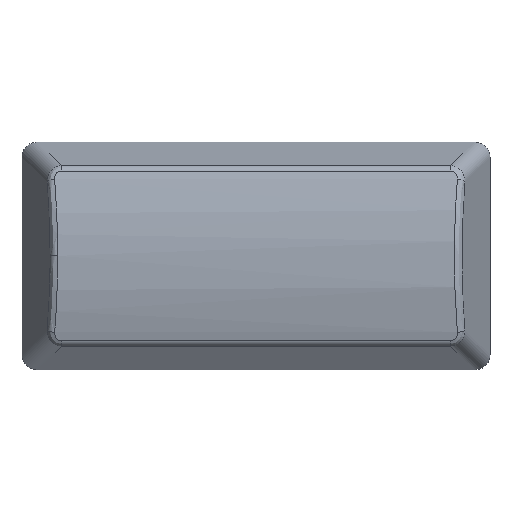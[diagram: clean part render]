
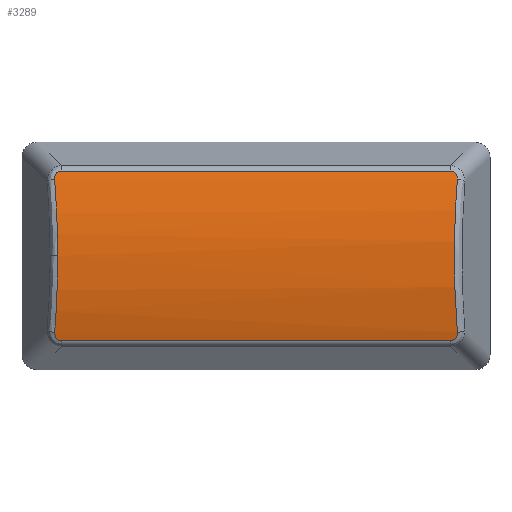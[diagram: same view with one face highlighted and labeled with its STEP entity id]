
A CAD part, top view. The second image highlights one B-rep face of the part: STEP entity #3289.
In plain terms, the highlighted cylindrical face has radius 25.296 mm (diameter 50.591 mm), a partial arc.
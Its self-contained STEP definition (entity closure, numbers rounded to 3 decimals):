
#3155=CARTESIAN_POINT('',(-749.764,124.3,-18.096));
#3156=DIRECTION('',(1.,0.,0.));
#3157=DIRECTION('',(0.,0.,-1.));
#3158=AXIS2_PLACEMENT_3D('',#3155,#3156,#3157);
#3159=CYLINDRICAL_SURFACE('',#3158,25.296);
#3160=CARTESIAN_POINT('',(69.785,118.25,6.466));
#3161=VERTEX_POINT('',#3160);
#3162=CARTESIAN_POINT('',(70.326,117.586,6.293));
#3163=VERTEX_POINT('',#3162);
#3164=CARTESIAN_POINT('',(69.785,118.25,6.466));
#3165=CARTESIAN_POINT('',(69.779,118.169,6.446));
#3166=CARTESIAN_POINT('',(69.784,118.088,6.426));
#3167=CARTESIAN_POINT('',(69.804,118.01,6.405));
#3168=CARTESIAN_POINT('',(69.824,117.931,6.385));
#3169=CARTESIAN_POINT('',(69.858,117.857,6.366));
#3170=CARTESIAN_POINT('',(69.906,117.792,6.349));
#3171=CARTESIAN_POINT('',(69.955,117.728,6.331));
#3172=CARTESIAN_POINT('',(70.019,117.675,6.317));
#3173=CARTESIAN_POINT('',(70.091,117.639,6.307));
#3174=CARTESIAN_POINT('',(70.127,117.622,6.303));
#3175=CARTESIAN_POINT('',(70.166,117.608,6.299));
#3176=CARTESIAN_POINT('',(70.205,117.599,6.296));
#3177=CARTESIAN_POINT('',(70.245,117.591,6.294));
#3178=CARTESIAN_POINT('',(70.285,117.586,6.293));
#3179=CARTESIAN_POINT('',(70.326,117.586,6.293));
#3180=B_SPLINE_CURVE_WITH_KNOTS('',3,(#3164,#3165,#3166,#3167,#3168,#3169,#3170,#3171,#3172,#3173,#3174,#3175,#3176,#3177,#3178,#3179),.UNSPECIFIED.,.F.,.F.,(4,3,3,3,3,4),(0.,0.,0.,0.001,0.001,0.001),.UNSPECIFIED.);
#3181=EDGE_CURVE('',#3161,#3163,#3180,.T.);
#3182=ORIENTED_EDGE('',*,*,#3181,.T.);
#3183=CARTESIAN_POINT('',(101.124,117.586,6.293));
#3184=VERTEX_POINT('',#3183);
#3185=CARTESIAN_POINT('',(70.326,117.586,6.293));
#3186=DIRECTION('',(1.,0.,0.));
#3187=VECTOR('',#3186,30.798);
#3188=LINE('',#3185,#3187);
#3189=EDGE_CURVE('',#3163,#3184,#3188,.T.);
#3190=ORIENTED_EDGE('',*,*,#3189,.T.);
#3191=CARTESIAN_POINT('',(101.665,118.25,6.466));
#3192=VERTEX_POINT('',#3191);
#3193=CARTESIAN_POINT('',(101.124,117.586,6.293));
#3194=CARTESIAN_POINT('',(101.206,117.586,6.293));
#3195=CARTESIAN_POINT('',(101.288,117.604,6.298));
#3196=CARTESIAN_POINT('',(101.36,117.64,6.307));
#3197=CARTESIAN_POINT('',(101.396,117.658,6.312));
#3198=CARTESIAN_POINT('',(101.431,117.68,6.318));
#3199=CARTESIAN_POINT('',(101.462,117.706,6.325));
#3200=CARTESIAN_POINT('',(101.492,117.732,6.332));
#3201=CARTESIAN_POINT('',(101.52,117.761,6.34));
#3202=CARTESIAN_POINT('',(101.544,117.793,6.349));
#3203=CARTESIAN_POINT('',(101.593,117.857,6.366));
#3204=CARTESIAN_POINT('',(101.626,117.932,6.385));
#3205=CARTESIAN_POINT('',(101.646,118.01,6.406));
#3206=CARTESIAN_POINT('',(101.666,118.089,6.426));
#3207=CARTESIAN_POINT('',(101.671,118.169,6.446));
#3208=CARTESIAN_POINT('',(101.665,118.25,6.466));
#3209=B_SPLINE_CURVE_WITH_KNOTS('',3,(#3193,#3194,#3195,#3196,#3197,#3198,#3199,#3200,#3201,#3202,#3203,#3204,#3205,#3206,#3207,#3208),.UNSPECIFIED.,.F.,.F.,(4,3,3,3,3,4),(0.,0.,0.,0.,0.001,0.001),.UNSPECIFIED.);
#3210=EDGE_CURVE('',#3184,#3192,#3209,.T.);
#3211=ORIENTED_EDGE('',*,*,#3210,.T.);
#3212=CARTESIAN_POINT('',(101.665,130.35,6.466));
#3213=VERTEX_POINT('',#3212);
#3214=CARTESIAN_POINT('',(109.545,124.3,-18.096));
#3215=DIRECTION('',(-0.952,-0.,-0.305));
#3216=DIRECTION('',(0.305,0.,-0.952));
#3217=AXIS2_PLACEMENT_3D('',#3214,#3215,#3216);
#3218=ELLIPSE('',#3217,26.566,25.296);
#3219=EDGE_CURVE('',#3192,#3213,#3218,.T.);
#3220=ORIENTED_EDGE('',*,*,#3219,.T.);
#3221=CARTESIAN_POINT('',(101.124,131.014,6.293));
#3222=VERTEX_POINT('',#3221);
#3223=CARTESIAN_POINT('',(101.665,130.35,6.466));
#3224=CARTESIAN_POINT('',(101.671,130.431,6.446));
#3225=CARTESIAN_POINT('',(101.666,130.512,6.426));
#3226=CARTESIAN_POINT('',(101.646,130.59,6.405));
#3227=CARTESIAN_POINT('',(101.626,130.669,6.385));
#3228=CARTESIAN_POINT('',(101.592,130.743,6.366));
#3229=CARTESIAN_POINT('',(101.544,130.808,6.349));
#3230=CARTESIAN_POINT('',(101.495,130.872,6.331));
#3231=CARTESIAN_POINT('',(101.431,130.925,6.317));
#3232=CARTESIAN_POINT('',(101.359,130.961,6.307));
#3233=CARTESIAN_POINT('',(101.323,130.978,6.303));
#3234=CARTESIAN_POINT('',(101.284,130.992,6.299));
#3235=CARTESIAN_POINT('',(101.245,131.001,6.296));
#3236=CARTESIAN_POINT('',(101.205,131.009,6.294));
#3237=CARTESIAN_POINT('',(101.165,131.014,6.293));
#3238=CARTESIAN_POINT('',(101.124,131.014,6.293));
#3239=B_SPLINE_CURVE_WITH_KNOTS('',3,(#3223,#3224,#3225,#3226,#3227,#3228,#3229,#3230,#3231,#3232,#3233,#3234,#3235,#3236,#3237,#3238),.UNSPECIFIED.,.F.,.F.,(4,3,3,3,3,4),(0.,0.,0.,0.001,0.001,0.001),.UNSPECIFIED.);
#3240=EDGE_CURVE('',#3213,#3222,#3239,.T.);
#3241=ORIENTED_EDGE('',*,*,#3240,.T.);
#3242=CARTESIAN_POINT('',(70.326,131.014,6.293));
#3243=VERTEX_POINT('',#3242);
#3244=CARTESIAN_POINT('',(101.124,131.014,6.293));
#3245=DIRECTION('',(-1.,-0.,-0.));
#3246=VECTOR('',#3245,30.798);
#3247=LINE('',#3244,#3246);
#3248=EDGE_CURVE('',#3222,#3243,#3247,.T.);
#3249=ORIENTED_EDGE('',*,*,#3248,.T.);
#3250=CARTESIAN_POINT('',(69.785,130.35,6.466));
#3251=VERTEX_POINT('',#3250);
#3252=CARTESIAN_POINT('',(70.326,131.014,6.293));
#3253=CARTESIAN_POINT('',(70.244,131.014,6.293));
#3254=CARTESIAN_POINT('',(70.162,130.996,6.298));
#3255=CARTESIAN_POINT('',(70.09,130.96,6.307));
#3256=CARTESIAN_POINT('',(70.054,130.942,6.312));
#3257=CARTESIAN_POINT('',(70.019,130.92,6.318));
#3258=CARTESIAN_POINT('',(69.988,130.894,6.325));
#3259=CARTESIAN_POINT('',(69.958,130.868,6.332));
#3260=CARTESIAN_POINT('',(69.93,130.839,6.34));
#3261=CARTESIAN_POINT('',(69.906,130.807,6.349));
#3262=CARTESIAN_POINT('',(69.857,130.743,6.366));
#3263=CARTESIAN_POINT('',(69.824,130.668,6.385));
#3264=CARTESIAN_POINT('',(69.804,130.59,6.406));
#3265=CARTESIAN_POINT('',(69.784,130.511,6.426));
#3266=CARTESIAN_POINT('',(69.779,130.431,6.446));
#3267=CARTESIAN_POINT('',(69.785,130.35,6.466));
#3268=B_SPLINE_CURVE_WITH_KNOTS('',3,(#3252,#3253,#3254,#3255,#3256,#3257,#3258,#3259,#3260,#3261,#3262,#3263,#3264,#3265,#3266,#3267),.UNSPECIFIED.,.F.,.F.,(4,3,3,3,3,4),(0.,0.,0.,0.,0.001,0.001),.UNSPECIFIED.);
#3269=EDGE_CURVE('',#3243,#3251,#3268,.T.);
#3270=ORIENTED_EDGE('',*,*,#3269,.T.);
#3271=CARTESIAN_POINT('',(70.021,124.3,7.2));
#3272=VERTEX_POINT('',#3271);
#3273=CARTESIAN_POINT('',(61.905,124.3,-18.096));
#3274=DIRECTION('',(0.952,-0.,-0.305));
#3275=DIRECTION('',(0.305,0.,0.952));
#3276=AXIS2_PLACEMENT_3D('',#3273,#3274,#3275);
#3277=ELLIPSE('',#3276,26.566,25.296);
#3278=EDGE_CURVE('',#3251,#3272,#3277,.T.);
#3279=ORIENTED_EDGE('',*,*,#3278,.T.);
#3280=CARTESIAN_POINT('',(61.905,124.3,-18.096));
#3281=DIRECTION('',(0.952,-0.,-0.305));
#3282=DIRECTION('',(0.305,0.,0.952));
#3283=AXIS2_PLACEMENT_3D('',#3280,#3281,#3282);
#3284=ELLIPSE('',#3283,26.566,25.296);
#3285=EDGE_CURVE('',#3272,#3161,#3284,.T.);
#3286=ORIENTED_EDGE('',*,*,#3285,.T.);
#3287=EDGE_LOOP('',(#3182,#3190,#3211,#3220,#3241,#3249,#3270,#3279,#3286));
#3288=FACE_BOUND('',#3287,.T.);
#3289=ADVANCED_FACE('',(#3288),#3159,.T.);
